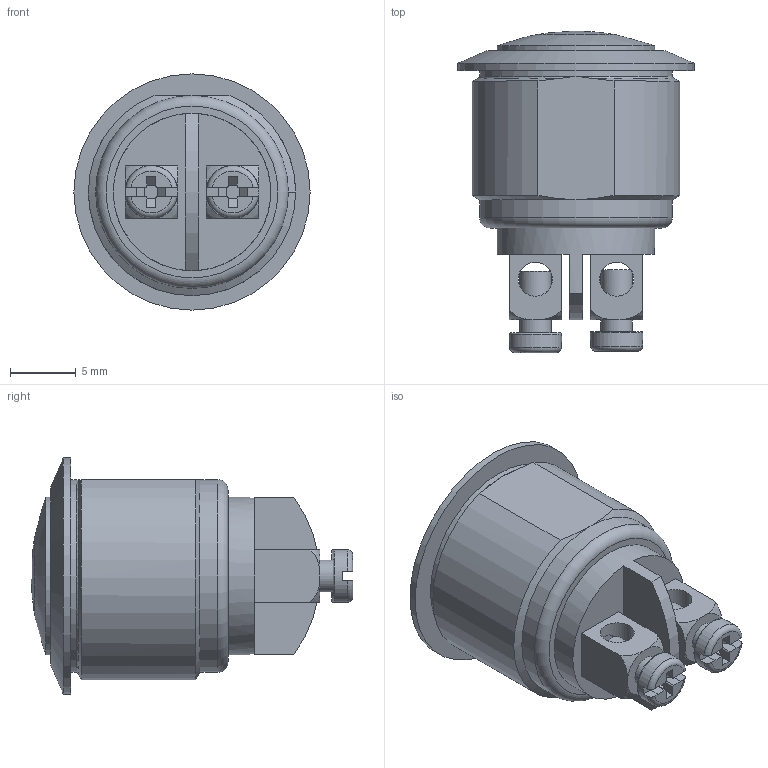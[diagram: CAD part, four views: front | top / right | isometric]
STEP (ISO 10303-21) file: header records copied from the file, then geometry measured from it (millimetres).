
FILE_DESCRIPTION(/* description */ (''),/* implementation_level */ '2;1');
FILE_NAME(/* name */ 'PV2S640xx-M01.stp',/* time_stamp */ '2025-05-28T13:30:11-05:00',/* author */ ('mroman'),/* organization */ (''),/* preprocessor_version */ 'ST-DEVELOPER v18.1',/* originating_system */ 'Autodesk Inventor 2022',/* authorisation */ '');
FILE_SCHEMA (('AUTOMOTIVE_DESIGN { 1 0 10303 214 3 1 1 }'));
Length unit declared in the file: centimetre
Products named in the file (1): PV2S640xx-M01
Bounding box: 18 x 24.49 x 18 mm (x, y, z)
Volume: 1967.2 mm3; surface area: 2282.8 mm2
Topology: 1 solids, 2 shells, 132 faces, 347 edges, 231 vertices
Faces by surface type: plane 78, cylinder 29, torus 9, bspline 8, cone 4, sphere 4
Full cylindrical faces by diameter (mm): 2.1 x2, 2.4 x4, 2.6 x2, 4 x2, 11 x1, 12 x3, 14.7 x2, 18 x1
Entity records: 4533 total; most frequent: CARTESIAN_POINT 1215, ORIENTED_EDGE 694, DIRECTION 657, EDGE_CURVE 347, VERTEX_POINT 231, AXIS2_PLACEMENT_3D 231, LINE 195, VECTOR 195
